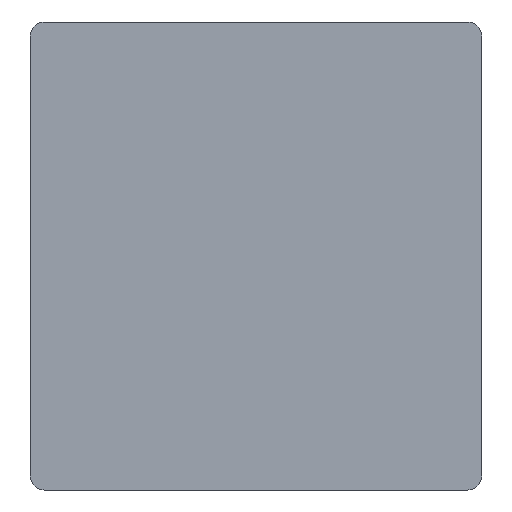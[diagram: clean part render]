
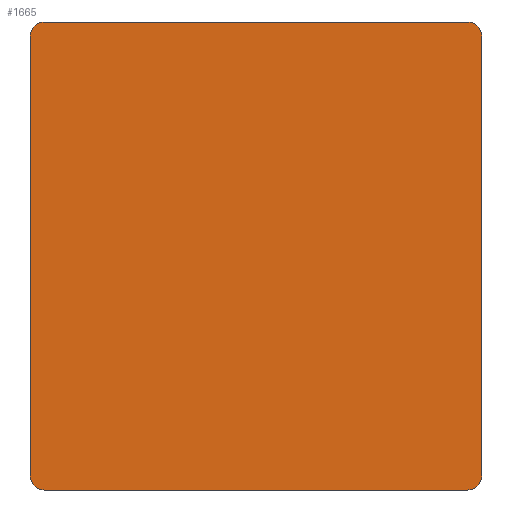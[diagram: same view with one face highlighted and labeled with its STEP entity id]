
A CAD part, front view. The second image highlights one B-rep face of the part: STEP entity #1665.
In plain terms, the highlighted planar face has unit normal (0, -1, 0).
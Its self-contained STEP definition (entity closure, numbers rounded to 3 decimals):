
#276=LINE('',#2779,#404);
#277=LINE('',#2783,#405);
#278=LINE('',#2787,#406);
#279=LINE('',#2790,#407);
#404=VECTOR('',#2266,10.);
#405=VECTOR('',#2269,10.);
#406=VECTOR('',#2272,10.);
#407=VECTOR('',#2275,10.);
#491=FACE_OUTER_BOUND('',#614,.T.);
#614=EDGE_LOOP('',(#1450,#1451,#1452,#1453,#1454,#1455,#1456,#1457));
#730=CIRCLE('',#1845,3.5);
#731=CIRCLE('',#1847,3.5);
#732=CIRCLE('',#1848,3.5);
#733=CIRCLE('',#1849,3.5);
#896=VERTEX_POINT('',#2772);
#897=VERTEX_POINT('',#2774);
#898=VERTEX_POINT('',#2778);
#899=VERTEX_POINT('',#2780);
#900=VERTEX_POINT('',#2782);
#901=VERTEX_POINT('',#2784);
#902=VERTEX_POINT('',#2786);
#903=VERTEX_POINT('',#2788);
#1093=EDGE_CURVE('',#896,#897,#730,.T.);
#1095=EDGE_CURVE('',#896,#898,#276,.T.);
#1096=EDGE_CURVE('',#899,#898,#731,.T.);
#1097=EDGE_CURVE('',#899,#900,#277,.T.);
#1098=EDGE_CURVE('',#901,#900,#732,.T.);
#1099=EDGE_CURVE('',#901,#902,#278,.T.);
#1100=EDGE_CURVE('',#903,#902,#733,.T.);
#1101=EDGE_CURVE('',#903,#897,#279,.T.);
#1450=ORIENTED_EDGE('',*,*,#1093,.F.);
#1451=ORIENTED_EDGE('',*,*,#1095,.T.);
#1452=ORIENTED_EDGE('',*,*,#1096,.F.);
#1453=ORIENTED_EDGE('',*,*,#1097,.T.);
#1454=ORIENTED_EDGE('',*,*,#1098,.F.);
#1455=ORIENTED_EDGE('',*,*,#1099,.T.);
#1456=ORIENTED_EDGE('',*,*,#1100,.F.);
#1457=ORIENTED_EDGE('',*,*,#1101,.T.);
#1596=PLANE('',#1846);
#1665=ADVANCED_FACE('',(#491),#1596,.T.);
#1845=AXIS2_PLACEMENT_3D('',#2775,#2261,#2262);
#1846=AXIS2_PLACEMENT_3D('',#2777,#2264,#2265);
#1847=AXIS2_PLACEMENT_3D('',#2781,#2267,#2268);
#1848=AXIS2_PLACEMENT_3D('',#2785,#2270,#2271);
#1849=AXIS2_PLACEMENT_3D('',#2789,#2273,#2274);
#2261=DIRECTION('center_axis',(0.,1.,0.));
#2262=DIRECTION('ref_axis',(0.707,0.,0.707));
#2264=DIRECTION('center_axis',(0.,-1.,0.));
#2265=DIRECTION('ref_axis',(0.,0.,-1.));
#2266=DIRECTION('',(-1.,0.,0.));
#2267=DIRECTION('center_axis',(0.,1.,0.));
#2268=DIRECTION('ref_axis',(-0.707,0.,0.707));
#2269=DIRECTION('',(0.,0.,-1.));
#2270=DIRECTION('center_axis',(0.,1.,0.));
#2271=DIRECTION('ref_axis',(-0.707,0.,-0.707));
#2272=DIRECTION('',(1.,0.,0.));
#2273=DIRECTION('center_axis',(0.,1.,0.));
#2274=DIRECTION('ref_axis',(0.707,0.,-0.707));
#2275=DIRECTION('',(0.,0.,1.));
#2772=CARTESIAN_POINT('',(52.85,0.,58.45));
#2774=CARTESIAN_POINT('',(56.35,0.,54.95));
#2775=CARTESIAN_POINT('Origin',(52.85,0.,54.95));
#2777=CARTESIAN_POINT('Origin',(0.,0.,0.));
#2778=CARTESIAN_POINT('',(-52.85,0.,58.45));
#2779=CARTESIAN_POINT('',(-56.35,0.,58.45));
#2780=CARTESIAN_POINT('',(-56.35,0.,54.95));
#2781=CARTESIAN_POINT('Origin',(-52.85,0.,54.95));
#2782=CARTESIAN_POINT('',(-56.35,0.,-54.95));
#2783=CARTESIAN_POINT('',(-56.35,0.,-58.45));
#2784=CARTESIAN_POINT('',(-52.85,0.,-58.45));
#2785=CARTESIAN_POINT('Origin',(-52.85,0.,-54.95));
#2786=CARTESIAN_POINT('',(52.85,0.,-58.45));
#2787=CARTESIAN_POINT('',(56.35,0.,-58.45));
#2788=CARTESIAN_POINT('',(56.35,0.,-54.95));
#2789=CARTESIAN_POINT('Origin',(52.85,0.,-54.95));
#2790=CARTESIAN_POINT('',(56.35,0.,58.45));
